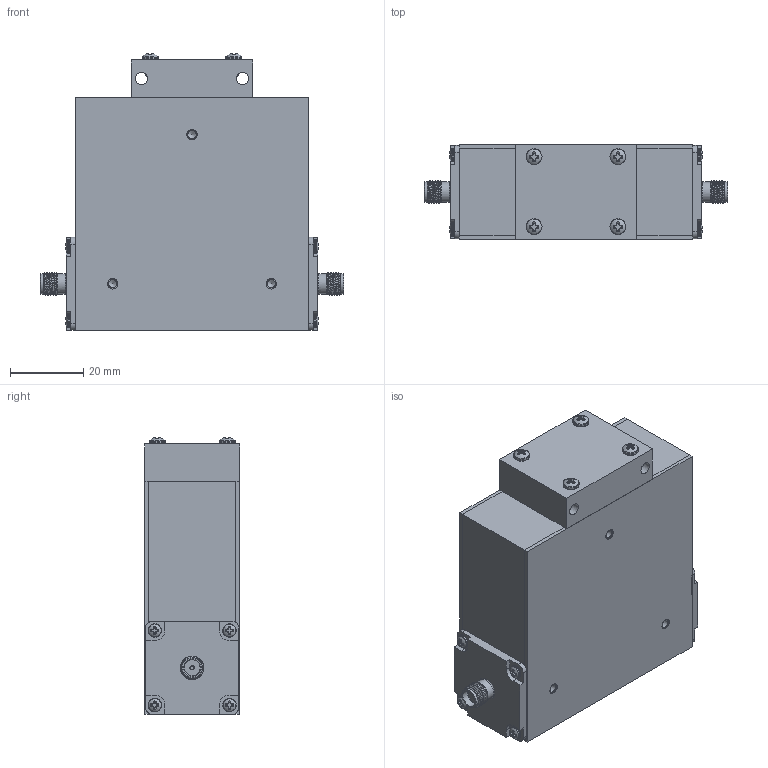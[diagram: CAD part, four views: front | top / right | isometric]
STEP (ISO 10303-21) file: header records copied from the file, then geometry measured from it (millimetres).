
FILE_DESCRIPTION (( 'STEP AP203' ), '1' );
FILE_NAME ('FMIR1002_3D.step', '2022-10-13T18:58:55', ( '' ), ( '' ), 'SwSTEP 2.0', 'SolidWorks 2021', '' );
FILE_SCHEMA (( 'CONFIG_CONTROL_DESIGN' ));
Length unit declared in the file: inch
Products named in the file (1): FMIR1002_3D
Bounding box: 82.55 x 25.98 x 75.41 mm (x, y, z)
Volume: 116075 mm3; surface area: 17842.4 mm2
Topology: 1 solids, 9 shells, 1006 faces, 2713 edges, 1792 vertices
Faces by surface type: plane 522, cylinder 214, bspline 160, cone 70, torus 28, sphere 12
Full cylindrical faces by diameter (mm): 0.94 x2, 1.194 x2, 1.524 x8, 2.261 x6, 2.845 x6, 3.302 x2, 3.667 x8, 4.365 x4, 4.572 x2, 5.582 x4
Entity records: 44832 total; most frequent: CARTESIAN_POINT 21842, ORIENTED_EDGE 5174, DIRECTION 3961, EDGE_CURVE 2587, VERTEX_POINT 1758, VECTOR 1347, LINE 1347, AXIS2_PLACEMENT_3D 1307
